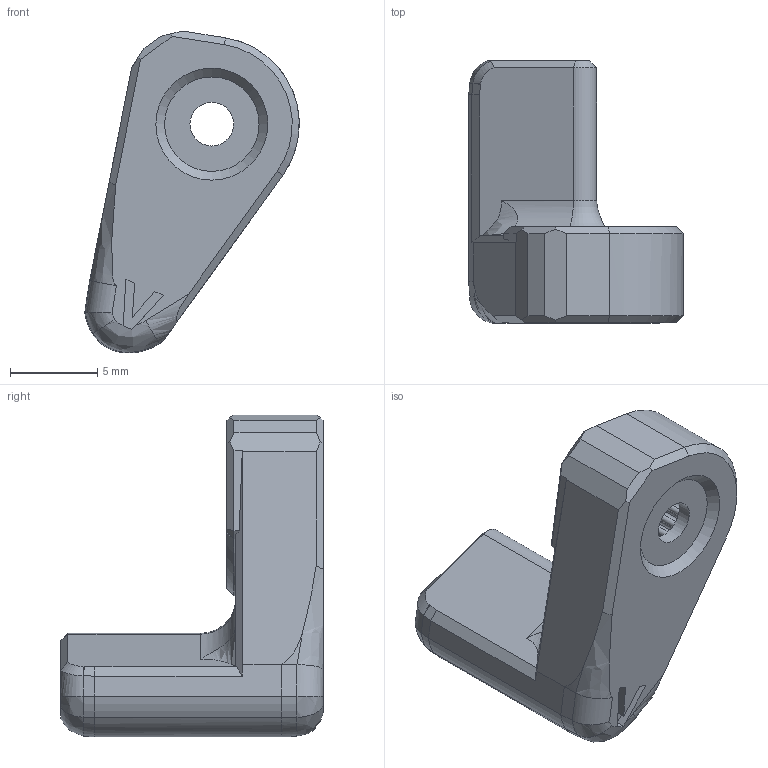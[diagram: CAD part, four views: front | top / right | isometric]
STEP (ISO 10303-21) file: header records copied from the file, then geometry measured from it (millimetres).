
FILE_DESCRIPTION(/* description */ (''),/* implementation_level */ '2;1');
FILE_NAME(/* name */ 'servo_arm_6mm_25T.step',/* time_stamp */ '2024-08-11T09:39:31-04:00',/* author */ (''),/* organization */ (''),/* preprocessor_version */ 'ST-DEVELOPER v20',/* originating_system */ 'Autodesk Translation Framework v13.14.0.145',/* authorisation */ '');
FILE_SCHEMA (('AUTOMOTIVE_DESIGN { 1 0 10303 214 3 1 1 }'));
Length unit declared in the file: millimetre
Products named in the file (1): servo_arm_6mm_25T
Bounding box: 12.26 x 15 x 18.41 mm (x, y, z)
Volume: 881.8 mm3; surface area: 825.3 mm2
Topology: 1 solids, 1 shells, 146 faces, 404 edges, 260 vertices
Faces by surface type: cylinder 77, plane 42, bspline 22, cone 4, torus 1
Full cylindrical faces by diameter (mm): 2.5 x1
Entity records: 5491 total; most frequent: CARTESIAN_POINT 1720, ORIENTED_EDGE 804, DIRECTION 786, EDGE_CURVE 402, AXIS2_PLACEMENT_3D 297, VERTEX_POINT 260, LINE 192, VECTOR 192
